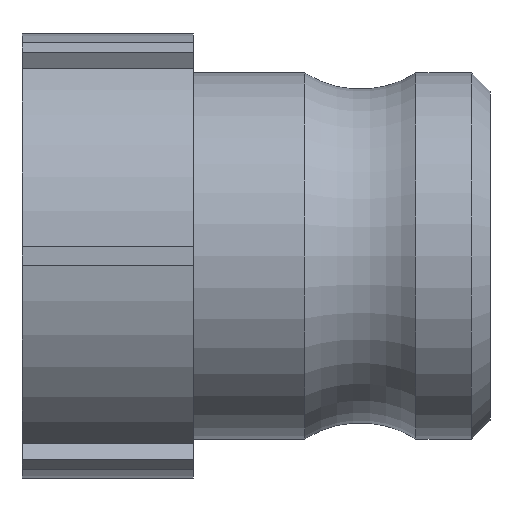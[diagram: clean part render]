
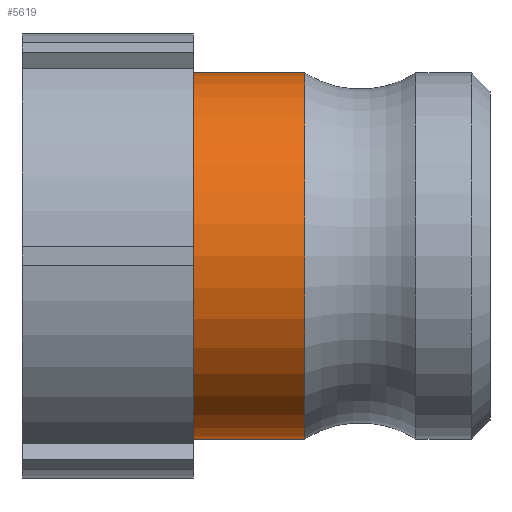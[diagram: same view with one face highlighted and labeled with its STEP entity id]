
A CAD part, front view. The second image highlights one B-rep face of the part: STEP entity #5619.
In plain terms, the highlighted cylindrical face has radius 31.353 mm (diameter 62.706 mm), a full revolution.
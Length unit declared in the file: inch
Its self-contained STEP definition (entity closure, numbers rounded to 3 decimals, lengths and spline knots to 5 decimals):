
#5330=CARTESIAN_POINT('',(0.15625,1.23438,0.0));
#5331=VERTEX_POINT('',#5330);
#5332=CARTESIAN_POINT('',(0.15625,0.0,0.0));
#5333=DIRECTION('',(1.0,0.0,0.0));
#5334=DIRECTION('',(0.0,1.0,0.0));
#5335=AXIS2_PLACEMENT_3D('',#5332,#5333,#5334);
#5336=CIRCLE('',#5335,1.23438);
#5337=EDGE_CURVE('',#5331,#5331,#5336,.T.);
#5448=CARTESIAN_POINT('',(0.90625,1.23438,0.0));
#5449=VERTEX_POINT('',#5448);
#5450=CARTESIAN_POINT('',(0.90625,0.0,0.0));
#5451=DIRECTION('',(1.0,0.0,0.0));
#5452=DIRECTION('',(0.0,1.0,0.0));
#5453=AXIS2_PLACEMENT_3D('',#5450,#5451,#5452);
#5454=CIRCLE('',#5453,1.23438);
#5455=EDGE_CURVE('',#5449,#5449,#5454,.T.);
#5608=CARTESIAN_POINT('',(0.53125,0.0,0.0));
#5609=DIRECTION('',(1.0,0.0,0.0));
#5610=DIRECTION('',(0.0,1.0,0.0));
#5611=AXIS2_PLACEMENT_3D('',#5608,#5609,#5610);
#5612=CYLINDRICAL_SURFACE('',#5611,1.23438);
#5613=ORIENTED_EDGE('',*,*,#5455,.F.);
#5614=EDGE_LOOP('',(#5613));
#5615=FACE_OUTER_BOUND('',#5614,.T.);
#5616=ORIENTED_EDGE('',*,*,#5337,.T.);
#5617=EDGE_LOOP('',(#5616));
#5618=FACE_BOUND('',#5617,.T.);
#5619=ADVANCED_FACE('',(#5615,#5618),#5612,.T.);
